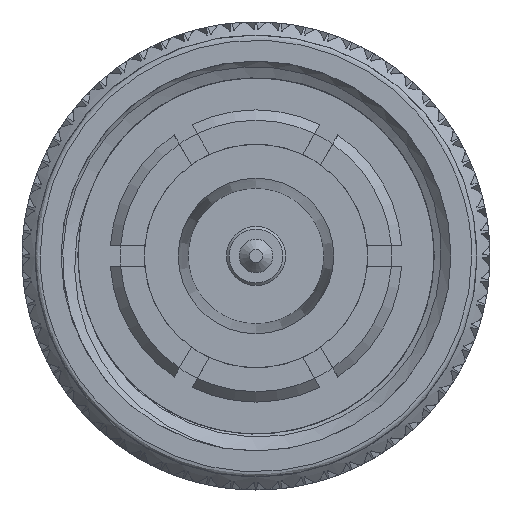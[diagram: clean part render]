
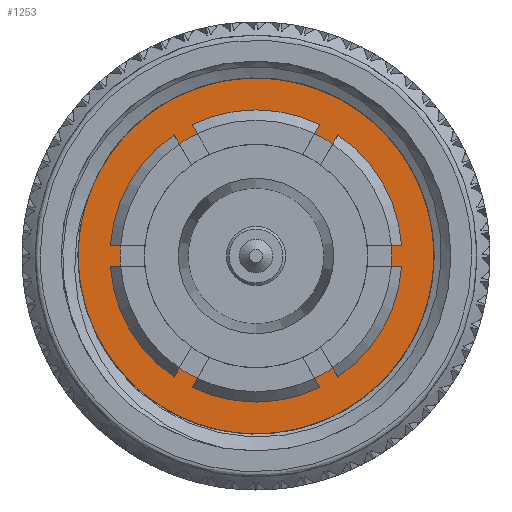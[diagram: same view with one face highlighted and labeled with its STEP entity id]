
A CAD part, left-side view. The second image highlights one B-rep face of the part: STEP entity #1253.
In plain terms, the highlighted planar face has unit normal (-1, 0, 0).
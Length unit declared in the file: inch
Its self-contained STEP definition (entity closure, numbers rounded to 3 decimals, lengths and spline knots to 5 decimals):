
#1253 = ADVANCED_FACE ( 'NONE', ( #41719, #100206 ), #85214, .T. ) ;
#2235 = CARTESIAN_POINT ( 'NONE',  ( 0.5, 0.261, 0. ) ) ;
#6018 = EDGE_CURVE ( 'NONE', #15707, #15707, #50331, .T. ) ;
#10731 = AXIS2_PLACEMENT_3D ( 'NONE', #16405, #42239, #50512 ) ;
#15707 = VERTEX_POINT ( 'NONE', #91085 ) ;
#16405 = CARTESIAN_POINT ( 'NONE',  ( 0.5, 0., 0. ) ) ;
#19672 = CIRCLE ( 'NONE', #24923, 0.261 ) ;
#24923 = AXIS2_PLACEMENT_3D ( 'NONE', #75260, #91868, #59812 ) ;
#31615 = EDGE_CURVE ( 'NONE', #68875, #68875, #19672, .T. ) ;
#41719 = FACE_BOUND ( 'NONE', #43070, .T. ) ;
#42239 = DIRECTION ( 'NONE',  ( -1., 0., 0. ) ) ;
#43070 = EDGE_LOOP ( 'NONE', ( #71458 ) ) ;
#50331 = CIRCLE ( 'NONE', #55576, 0.375 ) ;
#50512 = DIRECTION ( 'NONE',  ( 0., -1., 0. ) ) ;
#55576 = AXIS2_PLACEMENT_3D ( 'NONE', #75251, #66972, #100692 ) ;
#59812 = DIRECTION ( 'NONE',  ( 0., 1., 0. ) ) ;
#64273 = EDGE_LOOP ( 'NONE', ( #103605 ) ) ;
#66972 = DIRECTION ( 'NONE',  ( -1., 0., 0. ) ) ;
#68875 = VERTEX_POINT ( 'NONE', #2235 ) ;
#71458 = ORIENTED_EDGE ( 'NONE', *, *, #31615, .T. ) ;
#75251 = CARTESIAN_POINT ( 'NONE',  ( 0.5, 0., 0. ) ) ;
#75260 = CARTESIAN_POINT ( 'NONE',  ( 0.5, 0., 0. ) ) ;
#85214 = PLANE ( 'NONE',  #10731 ) ;
#91085 = CARTESIAN_POINT ( 'NONE',  ( 0.5, -0.375, 0. ) ) ;
#91868 = DIRECTION ( 'NONE',  ( 1., 0., 0. ) ) ;
#100206 = FACE_OUTER_BOUND ( 'NONE', #64273, .T. ) ;
#100692 = DIRECTION ( 'NONE',  ( 0., -1., 0. ) ) ;
#103605 = ORIENTED_EDGE ( 'NONE', *, *, #6018, .T. ) ;
